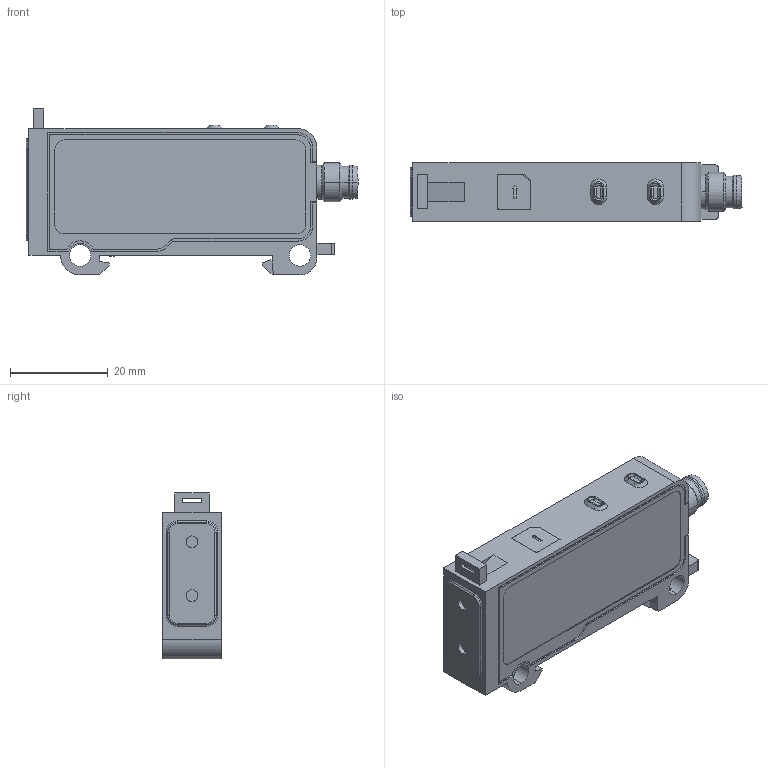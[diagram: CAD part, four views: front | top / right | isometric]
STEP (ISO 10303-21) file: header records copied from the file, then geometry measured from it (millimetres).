
FILE_DESCRIPTION (( 'STEP AP214' ), '1' );
FILE_NAME ('OPT2040.STEP', '2016-02-24T13:24:38', ( '' ), ( '' ), 'SwSTEP 2.0', 'SolidWorks 2014', '' );
FILE_SCHEMA (( 'AUTOMOTIVE_DESIGN' ));
Length unit declared in the file: inch
Products named in the file (1): OPT2040
Bounding box: 68 x 12 x 34 mm (x, y, z)
Volume: 18550.1 mm3; surface area: 6870.7 mm2
Topology: 1 solids, 2 shells, 413 faces, 1097 edges, 720 vertices
Faces by surface type: plane 223, cylinder 87, bspline 66, torus 20, cone 17
Entity records: 13743 total; most frequent: CARTESIAN_POINT 3667, ORIENTED_EDGE 2194, DIRECTION 1890, EDGE_CURVE 1097, VERTEX_POINT 720, VECTOR 716, LINE 716, AXIS2_PLACEMENT_3D 587
